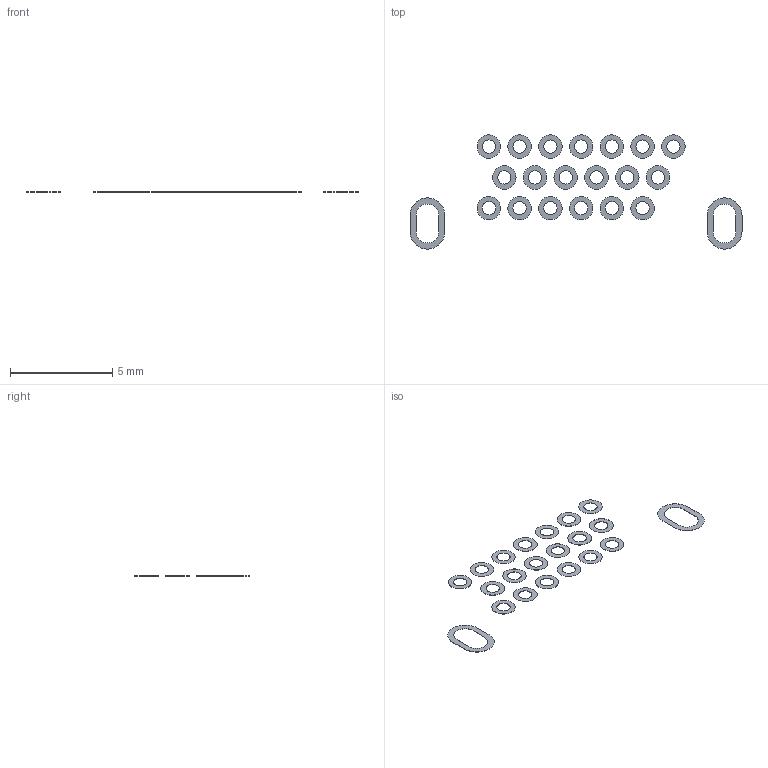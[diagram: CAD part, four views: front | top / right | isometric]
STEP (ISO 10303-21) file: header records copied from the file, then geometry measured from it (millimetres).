
FILE_DESCRIPTION (( 'STEP AP203' ), '1' );
FILE_NAME ('064-0375-000_2.step_Default_sldprt.STEP', '2020-11-13T20:10:18', ( '' ), ( '' ), 'SwSTEP 2.0', 'SolidWorks 2019', '' );
FILE_SCHEMA (( 'CONFIG_CONTROL_DESIGN' ));
Length unit declared in the file: inch
Products named in the file (1): 064-0375-000_2.step_Default_sldprt
Bounding box: 16.2 x 5.58 x 0.01 mm (x, y, z)
Volume: 0.2 mm3; surface area: 35.4 mm2
Topology: 21 solids, 21 shells, 142 faces, 300 edges, 200 vertices
Faces by surface type: cylinder 92, plane 50
Entity records: 4031 total; most frequent: DIRECTION 770, CARTESIAN_POINT 643, ORIENTED_EDGE 600, AXIS2_PLACEMENT_3D 327, EDGE_CURVE 300, VERTEX_POINT 200, CIRCLE 184, EDGE_LOOP 184
